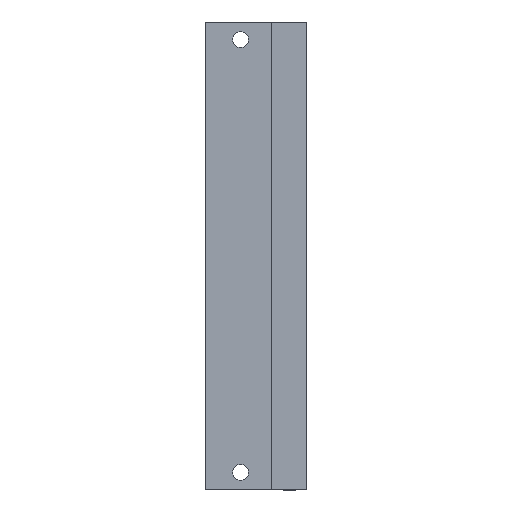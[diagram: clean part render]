
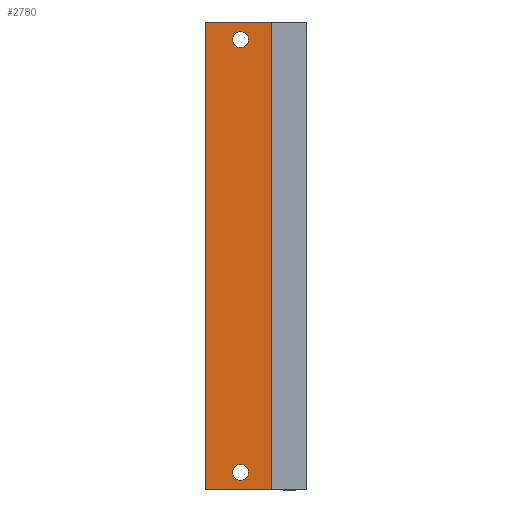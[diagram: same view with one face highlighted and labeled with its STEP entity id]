
A CAD part, front view. The second image highlights one B-rep face of the part: STEP entity #2780.
In plain terms, the highlighted planar face has unit normal (0, -1, 0).
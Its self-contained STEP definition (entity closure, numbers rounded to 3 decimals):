
#40 = DIRECTION ( 'NONE',  ( -1., 0., 0. ) ) ;
#47 = VERTEX_POINT ( 'NONE', #971 ) ;
#131 = FACE_OUTER_BOUND ( 'NONE', #2534, .T. ) ;
#196 = CIRCLE ( 'NONE', #297, 1.8 ) ;
#279 = VECTOR ( 'NONE', #937, 1000. ) ;
#297 = AXIS2_PLACEMENT_3D ( 'NONE', #3294, #2746, #1170 ) ;
#354 = AXIS2_PLACEMENT_3D ( 'NONE', #2799, #1730, #1189 ) ;
#359 = EDGE_LOOP ( 'NONE', ( #3385, #2085 ) ) ;
#449 = VECTOR ( 'NONE', #979, 1000. ) ;
#617 = PLANE ( 'NONE',  #354 ) ;
#682 = ORIENTED_EDGE ( 'NONE', *, *, #1630, .T. ) ;
#683 = CARTESIAN_POINT ( 'NONE',  ( -106., -5., 23. ) ) ;
#715 = CARTESIAN_POINT ( 'NONE',  ( -5.8, -5., 15. ) ) ;
#725 = CARTESIAN_POINT ( 'NONE',  ( -100.2, -5., 15. ) ) ;
#826 = LINE ( 'NONE', #3131, #449 ) ;
#847 = VERTEX_POINT ( 'NONE', #2720 ) ;
#908 = DIRECTION ( 'NONE',  ( 0., 0., 1. ) ) ;
#937 = DIRECTION ( 'NONE',  ( 1., 0., 0. ) ) ;
#963 = ORIENTED_EDGE ( 'NONE', *, *, #2101, .T. ) ;
#971 = CARTESIAN_POINT ( 'NONE',  ( -2.2, -5., 15. ) ) ;
#979 = DIRECTION ( 'NONE',  ( 0., 0., 1. ) ) ;
#1022 = DIRECTION ( 'NONE',  ( -1., 0., 0. ) ) ;
#1068 = DIRECTION ( 'NONE',  ( 0., 1., 0. ) ) ;
#1150 = VERTEX_POINT ( 'NONE', #725 ) ;
#1168 = FACE_BOUND ( 'NONE', #359, .T. ) ;
#1170 = DIRECTION ( 'NONE',  ( -1., 0., 0. ) ) ;
#1189 = DIRECTION ( 'NONE',  ( -1., 0., 0. ) ) ;
#1241 = CARTESIAN_POINT ( 'NONE',  ( 0., -5., 8. ) ) ;
#1324 = ORIENTED_EDGE ( 'NONE', *, *, #1686, .F. ) ;
#1382 = DIRECTION ( 'NONE',  ( 0., 1., 0. ) ) ;
#1472 = EDGE_CURVE ( 'NONE', #1150, #3193, #196, .T. ) ;
#1599 = LINE ( 'NONE', #2851, #3176 ) ;
#1630 = EDGE_CURVE ( 'NONE', #1925, #1963, #826, .T. ) ;
#1646 = CARTESIAN_POINT ( 'NONE',  ( -102., -5., 15. ) ) ;
#1661 = AXIS2_PLACEMENT_3D ( 'NONE', #1646, #1068, #2451 ) ;
#1686 = EDGE_CURVE ( 'NONE', #1892, #1963, #1599, .T. ) ;
#1730 = DIRECTION ( 'NONE',  ( 0., 1., 0. ) ) ;
#1803 = DIRECTION ( 'NONE',  ( 1., 0., 0. ) ) ;
#1882 = DIRECTION ( 'NONE',  ( 0., 1., 0. ) ) ;
#1892 = VERTEX_POINT ( 'NONE', #683 ) ;
#1925 = VERTEX_POINT ( 'NONE', #1241 ) ;
#1963 = VERTEX_POINT ( 'NONE', #3399 ) ;
#1972 = LINE ( 'NONE', #2235, #2419 ) ;
#1995 = EDGE_CURVE ( 'NONE', #3117, #47, #3015, .T. ) ;
#2023 = AXIS2_PLACEMENT_3D ( 'NONE', #2989, #1382, #40 ) ;
#2069 = ORIENTED_EDGE ( 'NONE', *, *, #2770, .F. ) ;
#2085 = ORIENTED_EDGE ( 'NONE', *, *, #2645, .T. ) ;
#2101 = EDGE_CURVE ( 'NONE', #3193, #1150, #3095, .T. ) ;
#2235 = CARTESIAN_POINT ( 'NONE',  ( -106., -5., 8. ) ) ;
#2301 = CARTESIAN_POINT ( 'NONE',  ( -106., -5., 8. ) ) ;
#2352 = EDGE_CURVE ( 'NONE', #847, #1925, #3130, .T. ) ;
#2419 = VECTOR ( 'NONE', #908, 1000. ) ;
#2451 = DIRECTION ( 'NONE',  ( -1., 0., 0. ) ) ;
#2483 = EDGE_LOOP ( 'NONE', ( #963, #2944 ) ) ;
#2534 = EDGE_LOOP ( 'NONE', ( #2829, #682, #1324, #2069 ) ) ;
#2629 = CIRCLE ( 'NONE', #2023, 1.8 ) ;
#2645 = EDGE_CURVE ( 'NONE', #47, #3117, #2629, .T. ) ;
#2720 = CARTESIAN_POINT ( 'NONE',  ( -106., -5., 8. ) ) ;
#2736 = AXIS2_PLACEMENT_3D ( 'NONE', #3190, #1882, #1022 ) ;
#2746 = DIRECTION ( 'NONE',  ( 0., 1., 0. ) ) ;
#2754 = FACE_BOUND ( 'NONE', #2483, .T. ) ;
#2770 = EDGE_CURVE ( 'NONE', #847, #1892, #1972, .T. ) ;
#2780 = ADVANCED_FACE ( 'NONE', ( #131, #1168, #2754 ), #617, .F. ) ;
#2799 = CARTESIAN_POINT ( 'NONE',  ( -106., -5., 8. ) ) ;
#2829 = ORIENTED_EDGE ( 'NONE', *, *, #2352, .T. ) ;
#2851 = CARTESIAN_POINT ( 'NONE',  ( -106., -5., 23. ) ) ;
#2929 = CARTESIAN_POINT ( 'NONE',  ( -103.8, -5., 15. ) ) ;
#2944 = ORIENTED_EDGE ( 'NONE', *, *, #1472, .T. ) ;
#2989 = CARTESIAN_POINT ( 'NONE',  ( -4., -5., 15. ) ) ;
#3015 = CIRCLE ( 'NONE', #2736, 1.8 ) ;
#3095 = CIRCLE ( 'NONE', #1661, 1.8 ) ;
#3117 = VERTEX_POINT ( 'NONE', #715 ) ;
#3130 = LINE ( 'NONE', #2301, #279 ) ;
#3131 = CARTESIAN_POINT ( 'NONE',  ( 0., -5., 8. ) ) ;
#3176 = VECTOR ( 'NONE', #1803, 1000. ) ;
#3190 = CARTESIAN_POINT ( 'NONE',  ( -4., -5., 15. ) ) ;
#3193 = VERTEX_POINT ( 'NONE', #2929 ) ;
#3294 = CARTESIAN_POINT ( 'NONE',  ( -102., -5., 15. ) ) ;
#3385 = ORIENTED_EDGE ( 'NONE', *, *, #1995, .T. ) ;
#3399 = CARTESIAN_POINT ( 'NONE',  ( 0., -5., 23. ) ) ;
